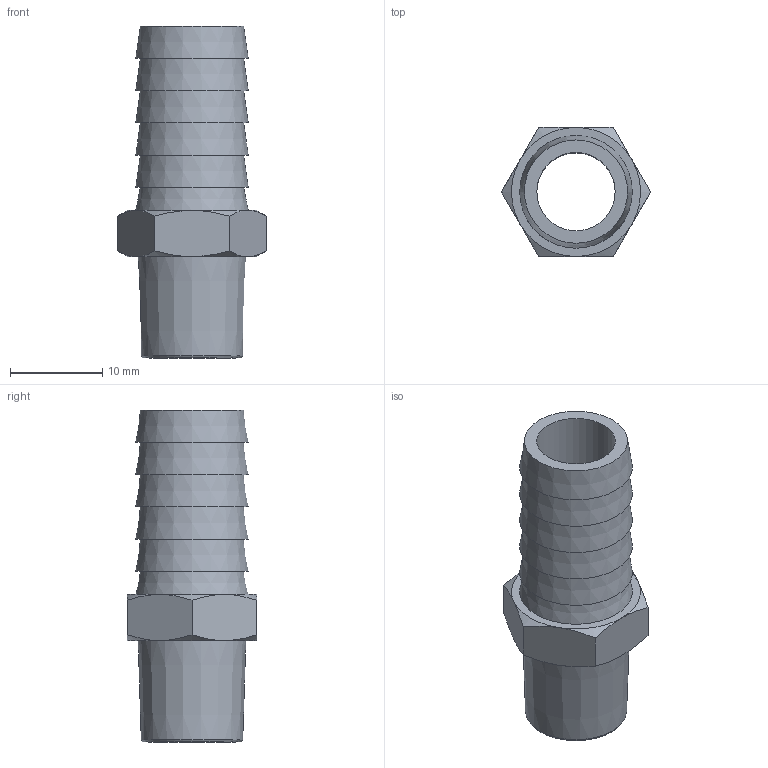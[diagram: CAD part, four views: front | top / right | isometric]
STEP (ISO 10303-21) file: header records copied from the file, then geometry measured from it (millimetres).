
FILE_DESCRIPTION(( 'RA.30C12.14.STP' ), '1');
FILE_NAME( 'RA.30C12.14.STP', '2018-10-11T15:15:49',( 'Sopra'),('sopra-pneumatic.com'), 'SwSTEP 2.0','SolidWorks 2009','' );
FILE_SCHEMA (('AUTOMOTIVE_DESIGN { 1 0 10303 214 1 1 1 1 }'));
Length unit declared in the file: millimetre
Bounding box: 16.17 x 14 x 36 mm (x, y, z)
Volume: 2060.3 mm3; surface area: 2604.2 mm2
Topology: 1 solids, 1 shells, 37 faces, 83 edges, 56 vertices
Faces by surface type: cone 21, plane 15, cylinder 1
Full cylindrical faces by diameter (mm): 8.5 x1
Entity records: 1780 total; most frequent: DIRECTION 214, CARTESIAN_POINT 166, PRESENTATION_STYLE_ASSIGNMENT 147, COLOUR_RGB 147, DRAUGHTING_PRE_DEFINED_CURVE_FONT 146, CURVE_STYLE 146, OVER_RIDING_STYLED_ITEM 146, ORIENTED_EDGE 146
